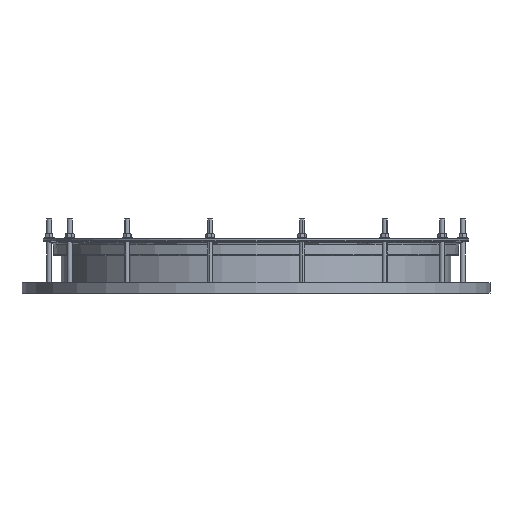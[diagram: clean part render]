
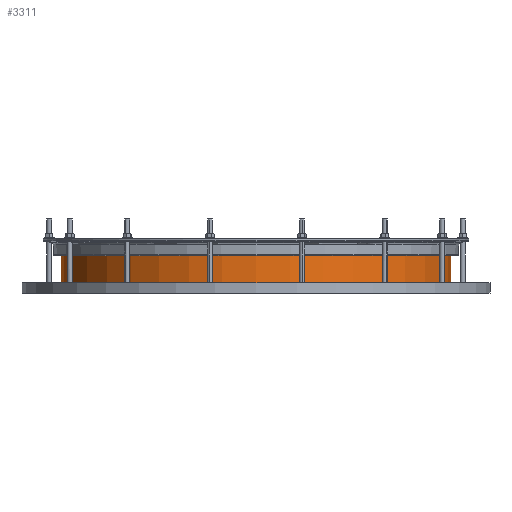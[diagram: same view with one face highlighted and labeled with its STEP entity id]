
A CAD part, front view. The second image highlights one B-rep face of the part: STEP entity #3311.
In plain terms, the highlighted cylindrical face has radius 468 mm (diameter 936 mm), a partial arc.
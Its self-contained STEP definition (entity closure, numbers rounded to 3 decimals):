
#638 = AXIS2_PLACEMENT_3D ( 'NONE', #10900, #10899, #10898 ) ;
#670 = AXIS2_PLACEMENT_3D ( 'NONE', #10787, #10786, #10785 ) ;
#3311 = ADVANCED_FACE ( 'NONE', ( #9961 ), #10181, .T. ) ;
#3625 = EDGE_CURVE ( 'NONE', #11496, #11395, #9135, .T. ) ;
#3657 = EDGE_CURVE ( 'NONE', #11398, #11410, #9589, .T. ) ;
#4299 = LINE ( 'NONE', #8435, #4308 ) ;
#4305 = VECTOR ( 'NONE', #8349, 1000. ) ;
#4307 = LINE ( 'NONE', #8294, #4305 ) ;
#4308 = VECTOR ( 'NONE', #8331, 1000. ) ;
#5516 = ORIENTED_EDGE ( 'NONE', *, *, #3625, .T. ) ;
#5825 = ORIENTED_EDGE ( 'NONE', *, *, #13299, .F. ) ;
#5939 = ORIENTED_EDGE ( 'NONE', *, *, #3657, .F. ) ;
#6157 = ORIENTED_EDGE ( 'NONE', *, *, #13301, .T. ) ;
#6838 = CARTESIAN_POINT ( 'NONE',  ( -468., 0., 25. ) ) ;
#6904 = CARTESIAN_POINT ( 'NONE',  ( 468., 0., 90. ) ) ;
#6906 = CARTESIAN_POINT ( 'NONE',  ( -468., 0., 90. ) ) ;
#6909 = CARTESIAN_POINT ( 'NONE',  ( 468., 0., 25. ) ) ;
#8294 = CARTESIAN_POINT ( 'NONE',  ( -468., 0., 100. ) ) ;
#8331 = DIRECTION ( 'NONE',  ( 0., 0., -1. ) ) ;
#8349 = DIRECTION ( 'NONE',  ( 0., 0., -1. ) ) ;
#8435 = CARTESIAN_POINT ( 'NONE',  ( 468., 0., 100. ) ) ;
#9135 = CIRCLE ( 'NONE', #638, 468. ) ;
#9378 = CARTESIAN_POINT ( 'NONE',  ( 0., 0., 100. ) ) ;
#9384 = DIRECTION ( 'NONE',  ( 0., 0., -1. ) ) ;
#9390 = DIRECTION ( 'NONE',  ( -1., 0., 0. ) ) ;
#9589 = CIRCLE ( 'NONE', #670, 468. ) ;
#9961 = FACE_OUTER_BOUND ( 'NONE', #12298, .T. ) ;
#10181 = CYLINDRICAL_SURFACE ( 'NONE', #11850, 468. ) ;
#10785 = DIRECTION ( 'NONE',  ( 1., 0., 0. ) ) ;
#10786 = DIRECTION ( 'NONE',  ( 0., 0., 1. ) ) ;
#10787 = CARTESIAN_POINT ( 'NONE',  ( 0., 0., 90. ) ) ;
#10898 = DIRECTION ( 'NONE',  ( 1., 0., 0. ) ) ;
#10899 = DIRECTION ( 'NONE',  ( 0., 0., 1. ) ) ;
#10900 = CARTESIAN_POINT ( 'NONE',  ( 0., 0., 25. ) ) ;
#11395 = VERTEX_POINT ( 'NONE', #6909 ) ;
#11398 = VERTEX_POINT ( 'NONE', #6906 ) ;
#11410 = VERTEX_POINT ( 'NONE', #6904 ) ;
#11496 = VERTEX_POINT ( 'NONE', #6838 ) ;
#11850 = AXIS2_PLACEMENT_3D ( 'NONE', #9378, #9384, #9390 ) ;
#12298 = EDGE_LOOP ( 'NONE', ( #5825, #5939, #6157, #5516 ) ) ;
#13299 = EDGE_CURVE ( 'NONE', #11410, #11395, #4299, .T. ) ;
#13301 = EDGE_CURVE ( 'NONE', #11398, #11496, #4307, .T. ) ;
